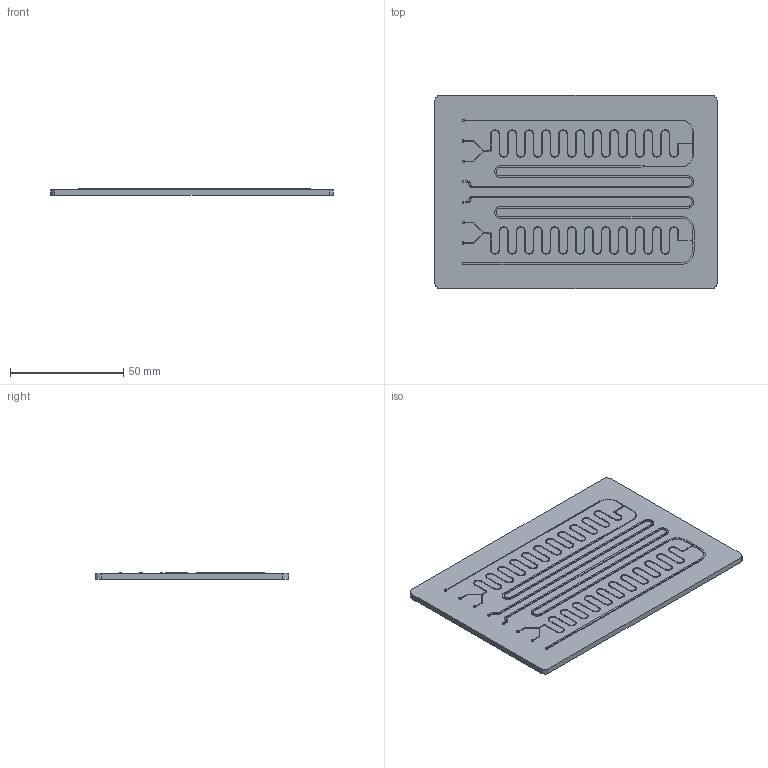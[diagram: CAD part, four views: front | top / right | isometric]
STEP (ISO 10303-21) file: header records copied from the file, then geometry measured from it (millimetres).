
FILE_DESCRIPTION( ( 'Unknown' ), '1' );
FILE_NAME( 'Replication_master_as_used.stp', 'Unknown', ( 'Unknown' ), ( 'Unknown' ), 'XStep 1.0', 'Unknown', ' ' );
FILE_SCHEMA( ( 'CONFIG_CONTROL_DESIGN' ) );
Length unit declared in the file: millimetre
Products named in the file (1): 1
Bounding box: 124.46 x 85.5 x 3 mm (x, y, z)
Volume: 26863.9 mm3; surface area: 23306.8 mm2
Topology: 1 solids, 1 shells, 302 faces, 888 edges, 590 vertices
Faces by surface type: plane 166, cylinder 136
Full cylindrical faces by diameter (mm): 1 x5
Entity records: 10075 total; most frequent: CARTESIAN_POINT 1766, DIRECTION 1761, ORIENTED_EDGE 1756, EDGE_CURVE 878, LINE 601, VECTOR 601, VERTEX_POINT 585, AXIS2_PLACEMENT_3D 580
